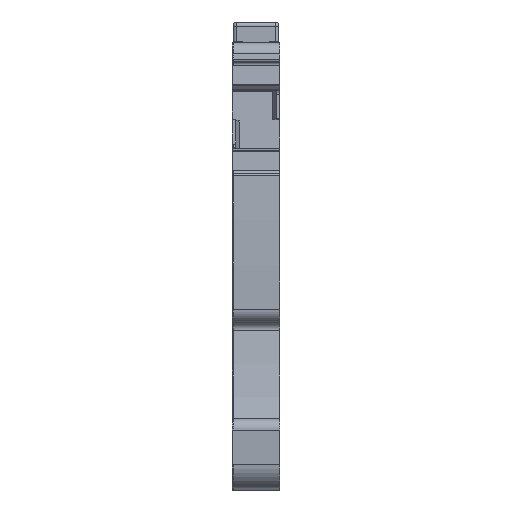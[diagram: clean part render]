
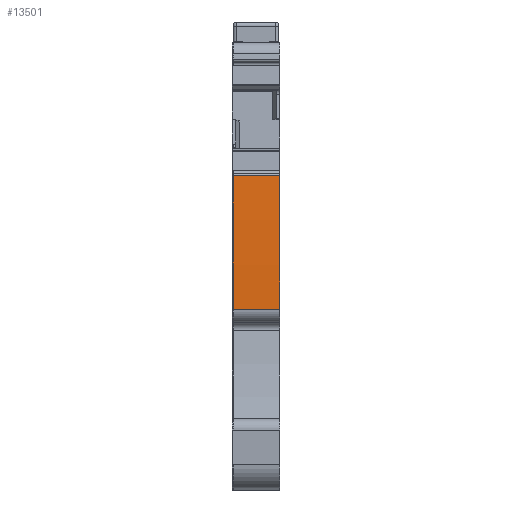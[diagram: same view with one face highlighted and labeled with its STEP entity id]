
A CAD part, front view. The second image highlights one B-rep face of the part: STEP entity #13501.
In plain terms, the highlighted cylindrical face has radius 122.182 mm (diameter 244.364 mm), a partial arc.
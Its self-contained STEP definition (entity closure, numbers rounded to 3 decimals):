
#13466=AXIS2_PLACEMENT_3D('Cylinder Axis2P3D',#13463,#13464,#13465) ;
#13479=AXIS2_PLACEMENT_3D('Circle Axis2P3D',#13477,#13478,$) ;
#13486=AXIS2_PLACEMENT_3D('Circle Axis2P3D',#13484,#13485,$) ;
#13491=AXIS2_PLACEMENT_3D('Circle Axis2P3D',#13489,#13490,$) ;
#13428=CARTESIAN_POINT('Line Origine',(1.75,1.637,23.414)) ;
#13432=CARTESIAN_POINT('Vertex',(0.05,1.637,23.414)) ;
#13434=CARTESIAN_POINT('Vertex',(3.5,1.637,23.414)) ;
#13463=CARTESIAN_POINT('Axis2P3D Location',(1.75,123.656,17.106)) ;
#13468=CARTESIAN_POINT('Line Origine',(1.75,1.53,13.42)) ;
#13472=CARTESIAN_POINT('Vertex',(0.05,1.53,13.42)) ;
#13474=CARTESIAN_POINT('Vertex',(3.5,1.53,13.42)) ;
#13477=CARTESIAN_POINT('Axis2P3D Location',(3.5,123.656,17.106)) ;
#13481=CARTESIAN_POINT('Vertex',(3.5,1.529,13.45)) ;
#13484=CARTESIAN_POINT('Axis2P3D Location',(3.5,123.656,17.106)) ;
#13489=CARTESIAN_POINT('Axis2P3D Location',(0.05,123.656,17.106)) ;
#13429=DIRECTION('Vector Direction',(1.,0.,0.)) ;
#13464=DIRECTION('Axis2P3D Direction',(1.,0.,0.)) ;
#13465=DIRECTION('Axis2P3D XDirection',(0.,-0.992,0.126)) ;
#13469=DIRECTION('Vector Direction',(1.,0.,0.)) ;
#13478=DIRECTION('Axis2P3D Direction',(1.,0.,0.)) ;
#13485=DIRECTION('Axis2P3D Direction',(1.,0.,0.)) ;
#13490=DIRECTION('Axis2P3D Direction',(1.,0.,0.)) ;
#13430=VECTOR('Line Direction',#13429,1.) ;
#13470=VECTOR('Line Direction',#13469,1.) ;
#13495=ORIENTED_EDGE('',*,*,#13476,.T.) ;
#13496=ORIENTED_EDGE('',*,*,#13483,.F.) ;
#13497=ORIENTED_EDGE('',*,*,#13488,.F.) ;
#13498=ORIENTED_EDGE('',*,*,#13436,.F.) ;
#13499=ORIENTED_EDGE('',*,*,#13493,.F.) ;
#13501=ADVANCED_FACE('78044_MLD_ADT_1-5_2C',(#13500),#13467,.T.) ;
#13480=CIRCLE('generated circle',#13479,122.182) ;
#13487=CIRCLE('generated circle',#13486,122.182) ;
#13492=CIRCLE('generated circle',#13491,122.182) ;
#13467=CYLINDRICAL_SURFACE('generated cylinder',#13466,122.182) ;
#13436=EDGE_CURVE('',#13433,#13435,#13431,.T.) ;
#13476=EDGE_CURVE('',#13473,#13475,#13471,.T.) ;
#13483=EDGE_CURVE('',#13482,#13475,#13480,.T.) ;
#13488=EDGE_CURVE('',#13435,#13482,#13487,.T.) ;
#13493=EDGE_CURVE('',#13473,#13433,#13492,.F.) ;
#13494=EDGE_LOOP('',(#13495,#13496,#13497,#13498,#13499)) ;
#13500=FACE_OUTER_BOUND('',#13494,.T.) ;
#13431=LINE('Line',#13428,#13430) ;
#13471=LINE('Line',#13468,#13470) ;
#13433=VERTEX_POINT('',#13432) ;
#13435=VERTEX_POINT('',#13434) ;
#13473=VERTEX_POINT('',#13472) ;
#13475=VERTEX_POINT('',#13474) ;
#13482=VERTEX_POINT('',#13481) ;
